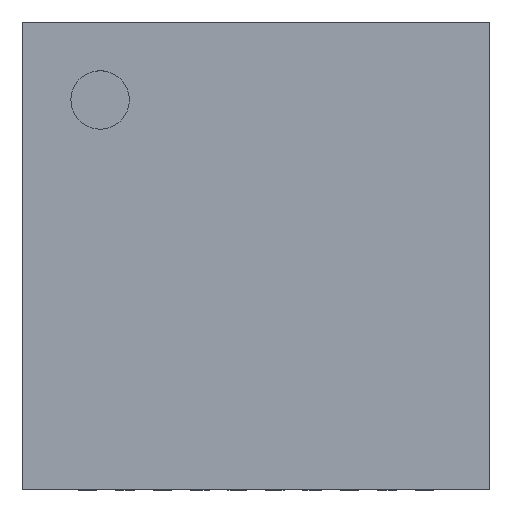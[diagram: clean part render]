
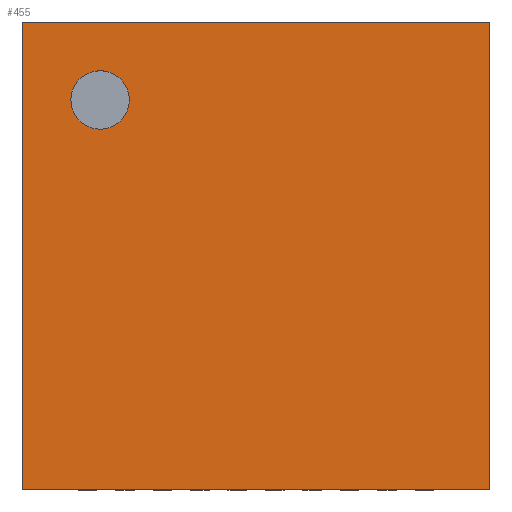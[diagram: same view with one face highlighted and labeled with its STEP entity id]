
A CAD part, top view. The second image highlights one B-rep face of the part: STEP entity #455.
In plain terms, the highlighted planar face has unit normal (0, 0, 1).
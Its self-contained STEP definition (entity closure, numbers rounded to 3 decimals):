
#266 = VERTEX_POINT('',#267);
#267 = CARTESIAN_POINT('',(0.,0.,0.9));
#274 = PLANE('',#275);
#275 = AXIS2_PLACEMENT_3D('',#276,#277,#278);
#276 = CARTESIAN_POINT('',(0.,0.,0.));
#277 = DIRECTION('',(1.,0.,-0.));
#278 = DIRECTION('',(0.,0.,1.));
#286 = PLANE('',#287);
#287 = AXIS2_PLACEMENT_3D('',#288,#289,#290);
#288 = CARTESIAN_POINT('',(0.,0.,0.));
#289 = DIRECTION('',(-0.,1.,0.));
#290 = DIRECTION('',(0.,0.,1.));
#327 = VERTEX_POINT('',#328);
#328 = CARTESIAN_POINT('',(0.,5.,0.9));
#342 = PLANE('',#343);
#343 = AXIS2_PLACEMENT_3D('',#344,#345,#346);
#344 = CARTESIAN_POINT('',(0.,5.,0.));
#345 = DIRECTION('',(-0.,1.,0.));
#346 = DIRECTION('',(0.,0.,1.));
#354 = EDGE_CURVE('',#266,#327,#355,.T.);
#355 = SURFACE_CURVE('',#356,(#360,#367),.PCURVE_S1.);
#356 = LINE('',#357,#358);
#357 = CARTESIAN_POINT('',(0.,0.,0.9));
#358 = VECTOR('',#359,1.);
#359 = DIRECTION('',(-0.,1.,0.));
#360 = PCURVE('',#274,#361);
#361 = DEFINITIONAL_REPRESENTATION('',(#362),#366);
#362 = LINE('',#363,#364);
#363 = CARTESIAN_POINT('',(0.9,0.));
#364 = VECTOR('',#365,1.);
#365 = DIRECTION('',(0.,-1.));
#366 = ( GEOMETRIC_REPRESENTATION_CONTEXT(2) 
PARAMETRIC_REPRESENTATION_CONTEXT() REPRESENTATION_CONTEXT('2D SPACE',''
  ) );
#367 = PCURVE('',#368,#373);
#368 = PLANE('',#369);
#369 = AXIS2_PLACEMENT_3D('',#370,#371,#372);
#370 = CARTESIAN_POINT('',(0.,0.,0.9));
#371 = DIRECTION('',(0.,0.,1.));
#372 = DIRECTION('',(1.,0.,-0.));
#373 = DEFINITIONAL_REPRESENTATION('',(#374),#378);
#374 = LINE('',#375,#376);
#375 = CARTESIAN_POINT('',(0.,0.));
#376 = VECTOR('',#377,1.);
#377 = DIRECTION('',(0.,1.));
#378 = ( GEOMETRIC_REPRESENTATION_CONTEXT(2) 
PARAMETRIC_REPRESENTATION_CONTEXT() REPRESENTATION_CONTEXT('2D SPACE',''
  ) );
#407 = EDGE_CURVE('',#266,#408,#410,.T.);
#408 = VERTEX_POINT('',#409);
#409 = CARTESIAN_POINT('',(5.,0.,0.9));
#410 = SURFACE_CURVE('',#411,(#415,#422),.PCURVE_S1.);
#411 = LINE('',#412,#413);
#412 = CARTESIAN_POINT('',(0.,0.,0.9));
#413 = VECTOR('',#414,1.);
#414 = DIRECTION('',(1.,0.,-0.));
#415 = PCURVE('',#286,#416);
#416 = DEFINITIONAL_REPRESENTATION('',(#417),#421);
#417 = LINE('',#418,#419);
#418 = CARTESIAN_POINT('',(0.9,0.));
#419 = VECTOR('',#420,1.);
#420 = DIRECTION('',(0.,1.));
#421 = ( GEOMETRIC_REPRESENTATION_CONTEXT(2) 
PARAMETRIC_REPRESENTATION_CONTEXT() REPRESENTATION_CONTEXT('2D SPACE',''
  ) );
#422 = PCURVE('',#368,#423);
#423 = DEFINITIONAL_REPRESENTATION('',(#424),#428);
#424 = LINE('',#425,#426);
#425 = CARTESIAN_POINT('',(0.,0.));
#426 = VECTOR('',#427,1.);
#427 = DIRECTION('',(1.,0.));
#428 = ( GEOMETRIC_REPRESENTATION_CONTEXT(2) 
PARAMETRIC_REPRESENTATION_CONTEXT() REPRESENTATION_CONTEXT('2D SPACE',''
  ) );
#444 = PLANE('',#445);
#445 = AXIS2_PLACEMENT_3D('',#446,#447,#448);
#446 = CARTESIAN_POINT('',(5.,0.,0.));
#447 = DIRECTION('',(1.,0.,-0.));
#448 = DIRECTION('',(0.,0.,1.));
#455 = ADVANCED_FACE('',(#456,#504),#368,.T.);
#456 = FACE_BOUND('',#457,.T.);
#457 = EDGE_LOOP('',(#458,#459,#460,#483));
#458 = ORIENTED_EDGE('',*,*,#354,.F.);
#459 = ORIENTED_EDGE('',*,*,#407,.T.);
#460 = ORIENTED_EDGE('',*,*,#461,.T.);
#461 = EDGE_CURVE('',#408,#462,#464,.T.);
#462 = VERTEX_POINT('',#463);
#463 = CARTESIAN_POINT('',(5.,5.,0.9));
#464 = SURFACE_CURVE('',#465,(#469,#476),.PCURVE_S1.);
#465 = LINE('',#466,#467);
#466 = CARTESIAN_POINT('',(5.,0.,0.9));
#467 = VECTOR('',#468,1.);
#468 = DIRECTION('',(-0.,1.,0.));
#469 = PCURVE('',#368,#470);
#470 = DEFINITIONAL_REPRESENTATION('',(#471),#475);
#471 = LINE('',#472,#473);
#472 = CARTESIAN_POINT('',(5.,0.));
#473 = VECTOR('',#474,1.);
#474 = DIRECTION('',(0.,1.));
#475 = ( GEOMETRIC_REPRESENTATION_CONTEXT(2) 
PARAMETRIC_REPRESENTATION_CONTEXT() REPRESENTATION_CONTEXT('2D SPACE',''
  ) );
#476 = PCURVE('',#444,#477);
#477 = DEFINITIONAL_REPRESENTATION('',(#478),#482);
#478 = LINE('',#479,#480);
#479 = CARTESIAN_POINT('',(0.9,0.));
#480 = VECTOR('',#481,1.);
#481 = DIRECTION('',(0.,-1.));
#482 = ( GEOMETRIC_REPRESENTATION_CONTEXT(2) 
PARAMETRIC_REPRESENTATION_CONTEXT() REPRESENTATION_CONTEXT('2D SPACE',''
  ) );
#483 = ORIENTED_EDGE('',*,*,#484,.F.);
#484 = EDGE_CURVE('',#327,#462,#485,.T.);
#485 = SURFACE_CURVE('',#486,(#490,#497),.PCURVE_S1.);
#486 = LINE('',#487,#488);
#487 = CARTESIAN_POINT('',(0.,5.,0.9));
#488 = VECTOR('',#489,1.);
#489 = DIRECTION('',(1.,0.,-0.));
#490 = PCURVE('',#368,#491);
#491 = DEFINITIONAL_REPRESENTATION('',(#492),#496);
#492 = LINE('',#493,#494);
#493 = CARTESIAN_POINT('',(0.,5.));
#494 = VECTOR('',#495,1.);
#495 = DIRECTION('',(1.,0.));
#496 = ( GEOMETRIC_REPRESENTATION_CONTEXT(2) 
PARAMETRIC_REPRESENTATION_CONTEXT() REPRESENTATION_CONTEXT('2D SPACE',''
  ) );
#497 = PCURVE('',#342,#498);
#498 = DEFINITIONAL_REPRESENTATION('',(#499),#503);
#499 = LINE('',#500,#501);
#500 = CARTESIAN_POINT('',(0.9,0.));
#501 = VECTOR('',#502,1.);
#502 = DIRECTION('',(0.,1.));
#503 = ( GEOMETRIC_REPRESENTATION_CONTEXT(2) 
PARAMETRIC_REPRESENTATION_CONTEXT() REPRESENTATION_CONTEXT('2D SPACE',''
  ) );
#504 = FACE_BOUND('',#505,.T.);
#505 = EDGE_LOOP('',(#506));
#506 = ORIENTED_EDGE('',*,*,#507,.F.);
#507 = EDGE_CURVE('',#508,#508,#510,.T.);
#508 = VERTEX_POINT('',#509);
#509 = CARTESIAN_POINT('',(1.146,4.167,0.9));
#510 = SURFACE_CURVE('',#511,(#516,#523),.PCURVE_S1.);
#511 = CIRCLE('',#512,0.313);
#512 = AXIS2_PLACEMENT_3D('',#513,#514,#515);
#513 = CARTESIAN_POINT('',(0.833,4.167,0.9));
#514 = DIRECTION('',(0.,0.,1.));
#515 = DIRECTION('',(1.,0.,-0.));
#516 = PCURVE('',#368,#517);
#517 = DEFINITIONAL_REPRESENTATION('',(#518),#522);
#518 = CIRCLE('',#519,0.313);
#519 = AXIS2_PLACEMENT_2D('',#520,#521);
#520 = CARTESIAN_POINT('',(0.833,4.167));
#521 = DIRECTION('',(1.,0.));
#522 = ( GEOMETRIC_REPRESENTATION_CONTEXT(2) 
PARAMETRIC_REPRESENTATION_CONTEXT() REPRESENTATION_CONTEXT('2D SPACE',''
  ) );
#523 = PCURVE('',#524,#529);
#524 = CYLINDRICAL_SURFACE('',#525,0.313);
#525 = AXIS2_PLACEMENT_3D('',#526,#527,#528);
#526 = CARTESIAN_POINT('',(0.833,4.167,0.8));
#527 = DIRECTION('',(0.,0.,1.));
#528 = DIRECTION('',(1.,0.,-0.));
#529 = DEFINITIONAL_REPRESENTATION('',(#530),#534);
#530 = LINE('',#531,#532);
#531 = CARTESIAN_POINT('',(0.,0.1));
#532 = VECTOR('',#533,1.);
#533 = DIRECTION('',(1.,0.));
#534 = ( GEOMETRIC_REPRESENTATION_CONTEXT(2) 
PARAMETRIC_REPRESENTATION_CONTEXT() REPRESENTATION_CONTEXT('2D SPACE',''
  ) );
